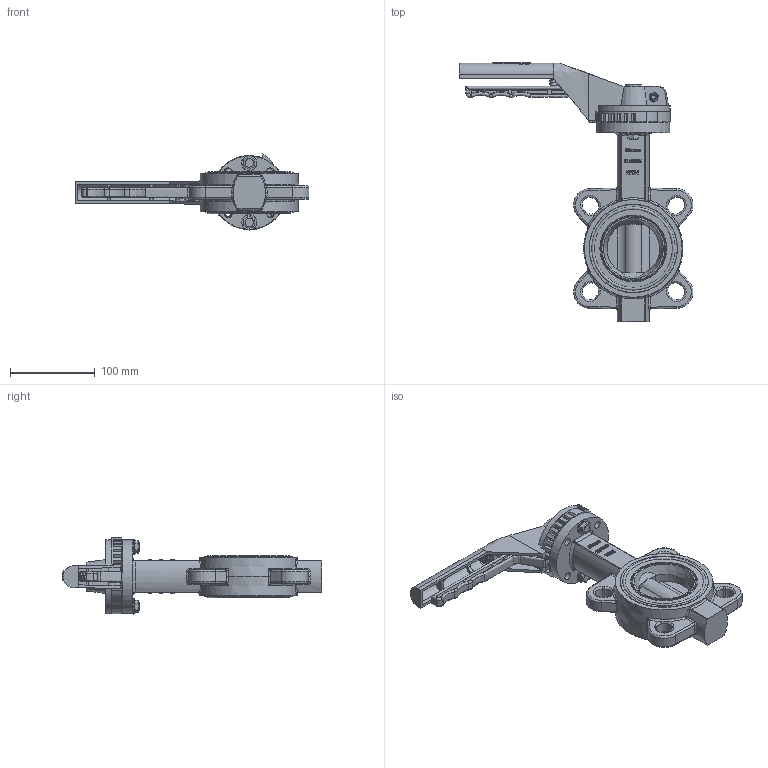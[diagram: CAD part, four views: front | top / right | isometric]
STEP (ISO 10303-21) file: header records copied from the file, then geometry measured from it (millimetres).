
FILE_DESCRIPTION(/* description */ ('1150065'),/* implementation_level */ '2;1');
FILE_NAME(/* name */ '1150065.stp',/* time_stamp */ '2016-07-01T14:59:03+02:00',/* author */ ('jmorand'),/* organization */ ('Sferaco'),/* preprocessor_version */ 'ST-DEVELOPER v16.1',/* originating_system */ 'Autodesk Inventor 2016',/* authorisation */ '');
FILE_SCHEMA (('AUTOMOTIVE_DESIGN { 1 0 10303 214 3 1 1 }'));
Products named in the file (20): CW65; MP65C_Predeterminada; EJE65CDO_Predeterminar; ELASTOMERO 65; ARM6933_Predeterminar; TORN_EXAG_DIN_933 M8 LONG25_M8; BRIDA 88 DN32-100 (760-1443-050-A3-B)___; ARAN65; ARSEG32-50_Predeterminar; JT65; JT65 SUPERIOR; MP DN32-100___; GATILLO MP DN32-100___; MUELLEMPPQÑO_Predeterminar; M6-DIN933-27_Predeterminar; TM6933 M6_Predeterminar; CHAPAMP32100; TAPON; MANDO PALANCA DN30-100; 1150065
Assembly tree (21 placements, depth 3):
  1150065
    CW65
    MP65C_Predeterminada
    EJE65CDO_Predeterminar
    ELASTOMERO 65
    ARM6933_Predeterminar  x2
    TORN_EXAG_DIN_933 M8 LONG25_M8  x2
    BRIDA 88 DN32-100 (760-1443-050-A3-B)___
    ARAN65
    ARSEG32-50_Predeterminar
    JT65
    JT65 SUPERIOR
    MANDO PALANCA DN30-100
      MP DN32-100___
      GATILLO MP DN32-100___
      MUELLEMPPQÑO_Predeterminar
      M6-DIN933-27_Predeterminar
      TM6933 M6_Predeterminar
      CHAPAMP32100
      TAPON
Bounding box: 275.2 x 305 x 89.53 mm (x, y, z)
Volume: 843264.8 mm3; surface area: 249460 mm2
Topology: 20 solids, 20 shells, 2165 faces, 5621 edges, 3570 vertices
Faces by surface type: plane 925, bspline 486, cylinder 443, torus 211, cone 84, sphere 16
Full cylindrical faces by diameter (mm): 4.7 x2, 6 x4, 6.2 x5, 6.6 x2, 7 x4, 7.4 x1, 8 x3, 8.5 x4, 9 x6, 10 x2, 10.2 x4, 10.8 x2, 11.8 x1, 12.5 x1, 13 x2, 13.3 x1, 13.5 x1, 13.75 x1, 14 x3, 14.956 x1, 15 x4, 15.5 x1, 16 x2, 16.1 x1, 18 x2, 18.5 x1, 24 x1, 30 x1, 55 x1, 75.5 x1
Entity records: 75984 total; most frequent: CARTESIAN_POINT 26411, ORIENTED_EDGE 10746, DIRECTION 9163, EDGE_CURVE 5373, VERTEX_POINT 3494, AXIS2_PLACEMENT_3D 3214, LINE 2735, VECTOR 2735
